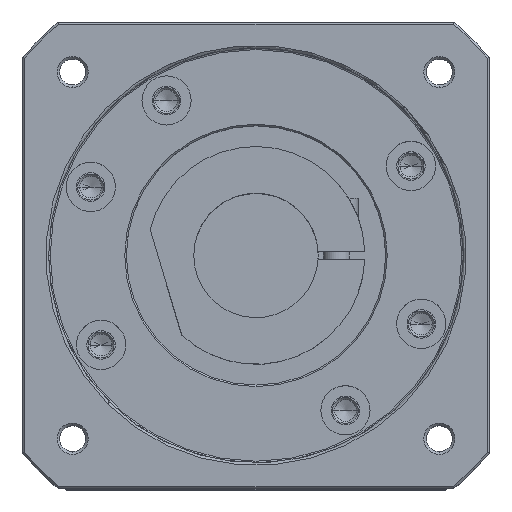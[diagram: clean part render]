
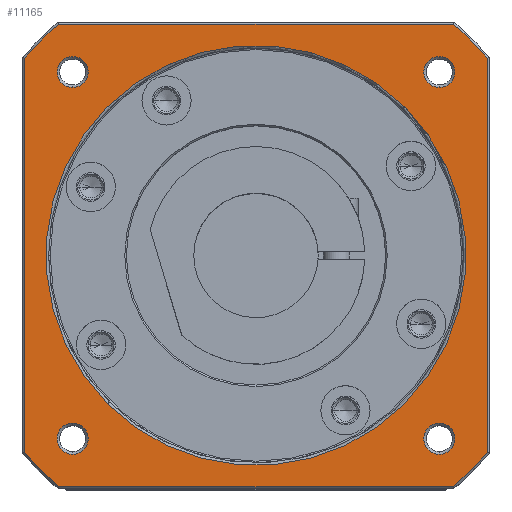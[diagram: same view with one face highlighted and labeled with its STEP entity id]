
A CAD part, top view. The second image highlights one B-rep face of the part: STEP entity #11165.
In plain terms, the highlighted planar face has unit normal (0, 0, 1).
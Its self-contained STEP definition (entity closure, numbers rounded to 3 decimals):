
#9447=CARTESIAN_POINT('',(0.,0.,19.));
#9448=DIRECTION('',(0.,0.,1.));
#9449=DIRECTION('',(-0.707,0.707,0.));
#9450=AXIS2_PLACEMENT_3D('',#9447,#9448,#9449);
#9452=CARTESIAN_POINT('',(0.,0.,19.));
#9453=DIRECTION('',(0.,0.,1.));
#9454=DIRECTION('',(0.707,-0.707,0.));
#9455=AXIS2_PLACEMENT_3D('',#9452,#9453,#9454);
#9457=CARTESIAN_POINT('',(0.,0.,19.));
#9458=DIRECTION('',(0.,0.,1.));
#9459=DIRECTION('',(-0.761,-0.649,0.));
#9460=AXIS2_PLACEMENT_3D('',#9457,#9458,#9459);
#9472=DIRECTION('',(1.,0.,0.));
#9473=VECTOR('',#9472,76.021);
#9474=CARTESIAN_POINT('',(-38.011,-44.6,19.));
#9475=LINE('',#9474,#9473);
#9485=CARTESIAN_POINT('',(0.,0.,19.));
#9486=DIRECTION('',(0.,0.,1.));
#9487=DIRECTION('',(0.649,-0.761,0.));
#9488=AXIS2_PLACEMENT_3D('',#9485,#9486,#9487);
#9500=DIRECTION('',(0.,1.,0.));
#9501=VECTOR('',#9500,76.021);
#9502=CARTESIAN_POINT('',(44.6,-38.011,19.));
#9503=LINE('',#9502,#9501);
#9513=CARTESIAN_POINT('',(0.,0.,19.));
#9514=DIRECTION('',(0.,0.,1.));
#9515=DIRECTION('',(0.761,0.649,0.));
#9516=AXIS2_PLACEMENT_3D('',#9513,#9514,#9515);
#9528=DIRECTION('',(-1.,0.,0.));
#9529=VECTOR('',#9528,76.021);
#9530=CARTESIAN_POINT('',(38.011,44.6,19.));
#9531=LINE('',#9530,#9529);
#9536=CARTESIAN_POINT('',(0.,0.,19.));
#9537=DIRECTION('',(0.,0.,1.));
#9538=DIRECTION('',(-0.649,0.761,0.));
#9539=AXIS2_PLACEMENT_3D('',#9536,#9537,#9538);
#9556=DIRECTION('',(0.,-1.,0.));
#9557=VECTOR('',#9556,76.021);
#9558=CARTESIAN_POINT('',(-44.6,38.011,19.));
#9559=LINE('',#9558,#9557);
#9781=CARTESIAN_POINT('',(-35.355,35.355,19.));
#9782=DIRECTION('',(0.,0.,1.));
#9783=DIRECTION('',(-1.,0.,0.));
#9784=AXIS2_PLACEMENT_3D('',#9781,#9782,#9783);
#9799=CARTESIAN_POINT('',(-35.355,35.355,19.));
#9800=DIRECTION('',(0.,0.,1.));
#9801=DIRECTION('',(1.,0.,0.));
#9802=AXIS2_PLACEMENT_3D('',#9799,#9800,#9801);
#9817=CARTESIAN_POINT('',(35.355,35.355,19.));
#9818=DIRECTION('',(0.,0.,1.));
#9819=DIRECTION('',(-1.,0.,0.));
#9820=AXIS2_PLACEMENT_3D('',#9817,#9818,#9819);
#9835=CARTESIAN_POINT('',(35.355,35.355,19.));
#9836=DIRECTION('',(0.,0.,1.));
#9837=DIRECTION('',(1.,0.,0.));
#9838=AXIS2_PLACEMENT_3D('',#9835,#9836,#9837);
#9853=CARTESIAN_POINT('',(35.355,-35.355,19.));
#9854=DIRECTION('',(0.,0.,1.));
#9855=DIRECTION('',(-1.,0.,0.));
#9856=AXIS2_PLACEMENT_3D('',#9853,#9854,#9855);
#9871=CARTESIAN_POINT('',(35.355,-35.355,19.));
#9872=DIRECTION('',(0.,0.,1.));
#9873=DIRECTION('',(1.,0.,0.));
#9874=AXIS2_PLACEMENT_3D('',#9871,#9872,#9873);
#9889=CARTESIAN_POINT('',(-35.355,-35.355,19.));
#9890=DIRECTION('',(0.,0.,1.));
#9891=DIRECTION('',(-1.,0.,0.));
#9892=AXIS2_PLACEMENT_3D('',#9889,#9890,#9891);
#9907=CARTESIAN_POINT('',(-35.355,-35.355,19.));
#9908=DIRECTION('',(0.,0.,1.));
#9909=DIRECTION('',(1.,0.,0.));
#9910=AXIS2_PLACEMENT_3D('',#9907,#9908,#9909);
#10467=CARTESIAN_POINT('',(44.6,-38.011,19.));
#10468=CARTESIAN_POINT('',(44.6,38.011,19.));
#10469=VERTEX_POINT('',#10467);
#10470=VERTEX_POINT('',#10468);
#10475=CARTESIAN_POINT('',(38.011,-44.6,19.));
#10476=VERTEX_POINT('',#10475);
#10479=CARTESIAN_POINT('',(-38.011,-44.6,19.));
#10480=VERTEX_POINT('',#10479);
#10483=CARTESIAN_POINT('',(-44.6,-38.011,19.));
#10484=VERTEX_POINT('',#10483);
#10487=CARTESIAN_POINT('',(-44.6,38.011,19.));
#10488=VERTEX_POINT('',#10487);
#10491=CARTESIAN_POINT('',(-38.011,44.6,19.));
#10492=VERTEX_POINT('',#10491);
#10495=CARTESIAN_POINT('',(38.011,44.6,19.));
#10496=VERTEX_POINT('',#10495);
#10523=CARTESIAN_POINT('',(-28.638,28.638,19.));
#10524=CARTESIAN_POINT('',(28.638,-28.638,19.));
#10525=VERTEX_POINT('',#10523);
#10526=VERTEX_POINT('',#10524);
#10657=CARTESIAN_POINT('',(-38.355,35.355,19.));
#10658=CARTESIAN_POINT('',(-32.355,35.355,19.));
#10659=VERTEX_POINT('',#10657);
#10660=VERTEX_POINT('',#10658);
#10705=CARTESIAN_POINT('',(38.355,35.355,19.));
#10706=CARTESIAN_POINT('',(32.355,35.355,19.));
#10707=VERTEX_POINT('',#10705);
#10708=VERTEX_POINT('',#10706);
#10717=CARTESIAN_POINT('',(38.355,-35.355,19.));
#10718=CARTESIAN_POINT('',(32.355,-35.355,19.));
#10719=VERTEX_POINT('',#10717);
#10720=VERTEX_POINT('',#10718);
#10729=CARTESIAN_POINT('',(-32.355,-35.355,19.));
#10730=CARTESIAN_POINT('',(-38.355,-35.355,19.));
#10731=VERTEX_POINT('',#10729);
#10732=VERTEX_POINT('',#10730);
#11113=CARTESIAN_POINT('',(0.,0.,19.));
#11114=DIRECTION('',(0.,0.,1.));
#11115=DIRECTION('',(1.,0.,0.));
#11116=AXIS2_PLACEMENT_3D('',#11113,#11114,#11115);
#11117=PLANE('',#11116);
#11119=ORIENTED_EDGE('',*,*,#11118,.F.);
#11121=ORIENTED_EDGE('',*,*,#11120,.F.);
#11123=ORIENTED_EDGE('',*,*,#11122,.F.);
#11125=ORIENTED_EDGE('',*,*,#11124,.F.);
#11127=ORIENTED_EDGE('',*,*,#11126,.F.);
#11129=ORIENTED_EDGE('',*,*,#11128,.F.);
#11131=ORIENTED_EDGE('',*,*,#11130,.F.);
#11133=ORIENTED_EDGE('',*,*,#11132,.F.);
#11134=EDGE_LOOP('',(#11119,#11121,#11123,#11125,#11127,#11129,#11131,#11133));
#11135=FACE_OUTER_BOUND('',#11134,.F.);
#11136=ORIENTED_EDGE('',*,*,#11101,.T.);
#11138=ORIENTED_EDGE('',*,*,#11137,.T.);
#11139=EDGE_LOOP('',(#11136,#11138));
#11140=FACE_BOUND('',#11139,.F.);
#11142=ORIENTED_EDGE('',*,*,#11141,.T.);
#11144=ORIENTED_EDGE('',*,*,#11143,.T.);
#11145=EDGE_LOOP('',(#11142,#11144));
#11146=FACE_BOUND('',#11145,.F.);
#11148=ORIENTED_EDGE('',*,*,#11147,.T.);
#11150=ORIENTED_EDGE('',*,*,#11149,.T.);
#11151=EDGE_LOOP('',(#11148,#11150));
#11152=FACE_BOUND('',#11151,.F.);
#11154=ORIENTED_EDGE('',*,*,#11153,.T.);
#11156=ORIENTED_EDGE('',*,*,#11155,.T.);
#11157=EDGE_LOOP('',(#11154,#11156));
#11158=FACE_BOUND('',#11157,.F.);
#11160=ORIENTED_EDGE('',*,*,#11159,.T.);
#11162=ORIENTED_EDGE('',*,*,#11161,.T.);
#11163=EDGE_LOOP('',(#11160,#11162));
#11164=FACE_BOUND('',#11163,.F.);
#11165=ADVANCED_FACE('',(#11135,#11140,#11146,#11152,#11158,#11164),#11117,.T.);
#9451=CIRCLE('',#9450,40.5);
#9456=CIRCLE('',#9455,40.5);
#9461=CIRCLE('',#9460,58.6);
#9489=CIRCLE('',#9488,58.6);
#9517=CIRCLE('',#9516,58.6);
#9540=CIRCLE('',#9539,58.6);
#9785=CIRCLE('',#9784,3.);
#9803=CIRCLE('',#9802,3.);
#9821=CIRCLE('',#9820,3.);
#9839=CIRCLE('',#9838,3.);
#9857=CIRCLE('',#9856,3.);
#9875=CIRCLE('',#9874,3.);
#9893=CIRCLE('',#9892,3.);
#9911=CIRCLE('',#9910,3.);
#11101=EDGE_CURVE('',#10525,#10526,#9451,.T.);
#11118=EDGE_CURVE('',#10484,#10480,#9461,.T.);
#11120=EDGE_CURVE('',#10488,#10484,#9559,.T.);
#11122=EDGE_CURVE('',#10492,#10488,#9540,.T.);
#11124=EDGE_CURVE('',#10496,#10492,#9531,.T.);
#11126=EDGE_CURVE('',#10470,#10496,#9517,.T.);
#11128=EDGE_CURVE('',#10469,#10470,#9503,.T.);
#11130=EDGE_CURVE('',#10476,#10469,#9489,.T.);
#11132=EDGE_CURVE('',#10480,#10476,#9475,.T.);
#11137=EDGE_CURVE('',#10526,#10525,#9456,.T.);
#11141=EDGE_CURVE('',#10659,#10660,#9785,.T.);
#11143=EDGE_CURVE('',#10660,#10659,#9803,.T.);
#11147=EDGE_CURVE('',#10708,#10707,#9821,.T.);
#11149=EDGE_CURVE('',#10707,#10708,#9839,.T.);
#11153=EDGE_CURVE('',#10720,#10719,#9857,.T.);
#11155=EDGE_CURVE('',#10719,#10720,#9875,.T.);
#11159=EDGE_CURVE('',#10732,#10731,#9893,.T.);
#11161=EDGE_CURVE('',#10731,#10732,#9911,.T.);
